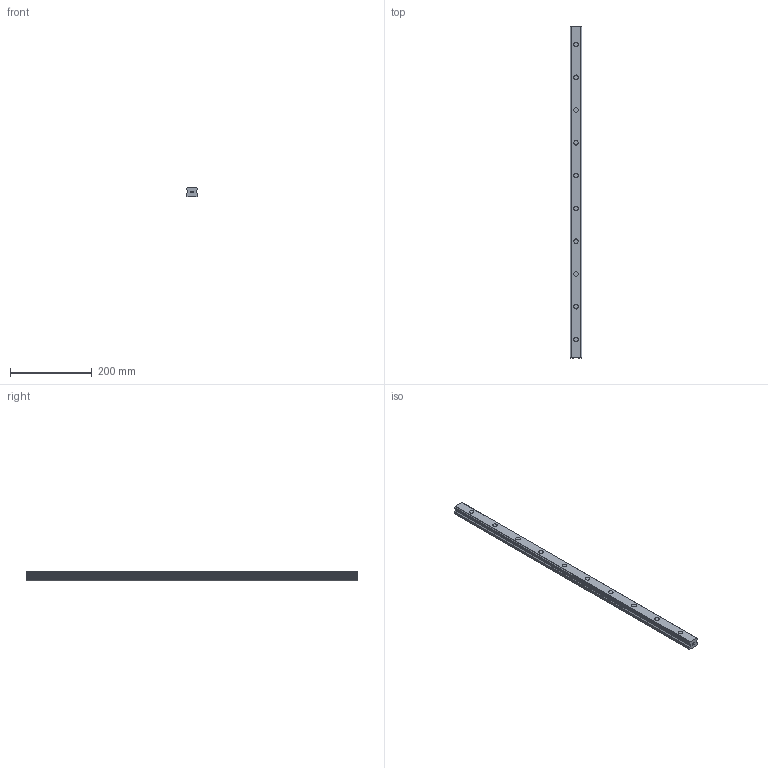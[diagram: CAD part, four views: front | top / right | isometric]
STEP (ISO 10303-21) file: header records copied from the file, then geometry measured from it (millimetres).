
FILE_DESCRIPTION(('STEP AP214'),'1');
FILE_NAME('cctmp_0FD3D2CC-E4E4-4711-829B-92EDA00F348C_2021_02_12_11_47_52_0955..stp','2021-02-12T10:47:53',('HIWIN GmbH'),('CADClick - www.CADClick.com'),'Spatial InterOp 3D',' ','unknown authorization');
FILE_SCHEMA(('AUTOMOTIVE_DESIGN'));
Length unit declared in the file: millimetre
Products named in the file (1): EGR30R810C_FILE
Bounding box: 28 x 810 x 23 mm (x, y, z)
Volume: 453011.1 mm3; surface area: 91692 mm2
Topology: 1 solids, 1 shells, 193 faces, 471 edges, 314 vertices
Faces by surface type: plane 115, cylinder 78
Entity records: 7269 total; most frequent: DIRECTION 1015, CARTESIAN_POINT 979, ORIENTED_EDGE 942, EDGE_CURVE 471, AXIS2_PLACEMENT_3D 350, LINE 315, VECTOR 315, VERTEX_POINT 314
